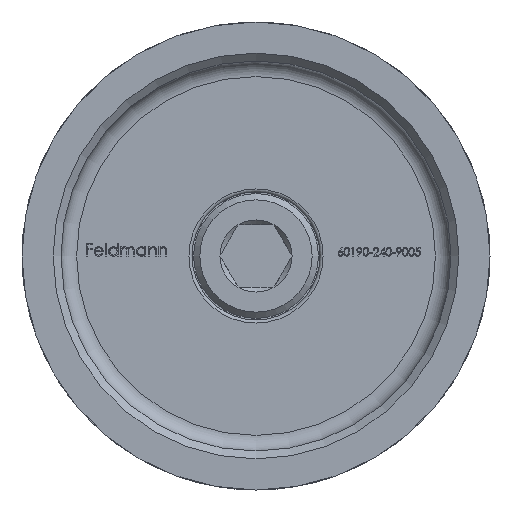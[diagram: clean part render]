
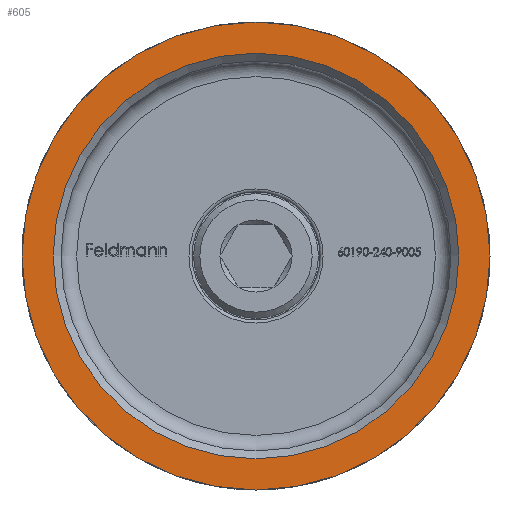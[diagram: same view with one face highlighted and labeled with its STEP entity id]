
A CAD part, front view. The second image highlights one B-rep face of the part: STEP entity #605.
In plain terms, the highlighted planar face has unit normal (0, -1, 0).
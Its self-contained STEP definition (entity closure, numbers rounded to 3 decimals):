
#157 = DIRECTION ( 'NONE',  ( 1., 0., 0. ) ) ;
#605 = ADVANCED_FACE ( 'NONE', ( #14268, #14490 ), #4889, .T. ) ;
#1618 = CARTESIAN_POINT ( 'NONE',  ( 15., 0., 0. ) ) ;
#3185 = VERTEX_POINT ( 'NONE', #1618 ) ;
#3217 = EDGE_CURVE ( 'NONE', #3185, #3185, #15863, .T. ) ;
#3317 = DIRECTION ( 'NONE',  ( 0., -1., 0. ) ) ;
#4386 = DIRECTION ( 'NONE',  ( 0., 1., 0. ) ) ;
#4694 = DIRECTION ( 'NONE',  ( 0., -1., 0. ) ) ;
#4760 = DIRECTION ( 'NONE',  ( 1., 0., 0. ) ) ;
#4889 = PLANE ( 'NONE',  #15054 ) ;
#5909 = CARTESIAN_POINT ( 'NONE',  ( 0., 0., 0. ) ) ;
#5997 = ORIENTED_EDGE ( 'NONE', *, *, #7785, .T. ) ;
#7785 = EDGE_CURVE ( 'NONE', #10626, #10626, #13273, .T. ) ;
#9567 = EDGE_LOOP ( 'NONE', ( #5997 ) ) ;
#10159 = CARTESIAN_POINT ( 'NONE',  ( 13., 0., 0. ) ) ;
#10626 = VERTEX_POINT ( 'NONE', #10159 ) ;
#10638 = ORIENTED_EDGE ( 'NONE', *, *, #3217, .T. ) ;
#11399 = CARTESIAN_POINT ( 'NONE',  ( 0., 0., 0. ) ) ;
#13273 = CIRCLE ( 'NONE', #14370, 13. ) ;
#14268 = FACE_BOUND ( 'NONE', #9567, .T. ) ;
#14370 = AXIS2_PLACEMENT_3D ( 'NONE', #11399, #4386, #157 ) ;
#14490 = FACE_OUTER_BOUND ( 'NONE', #14758, .T. ) ;
#14758 = EDGE_LOOP ( 'NONE', ( #10638 ) ) ;
#15054 = AXIS2_PLACEMENT_3D ( 'NONE', #16126, #3317, #4760 ) ;
#15674 = DIRECTION ( 'NONE',  ( 1., 0., 0. ) ) ;
#15863 = CIRCLE ( 'NONE', #17153, 15. ) ;
#16126 = CARTESIAN_POINT ( 'NONE',  ( 15., 0., 0. ) ) ;
#17153 = AXIS2_PLACEMENT_3D ( 'NONE', #5909, #4694, #15674 ) ;
